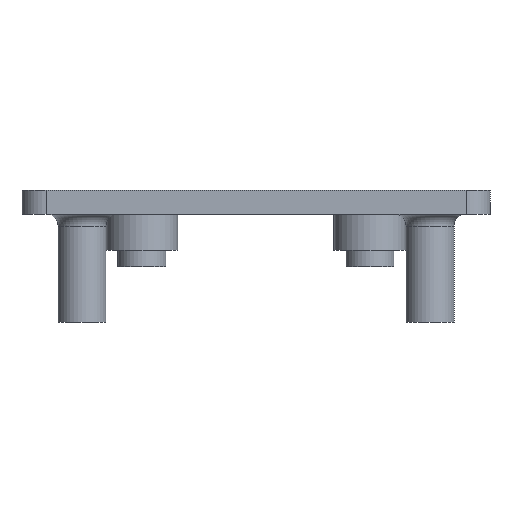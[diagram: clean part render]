
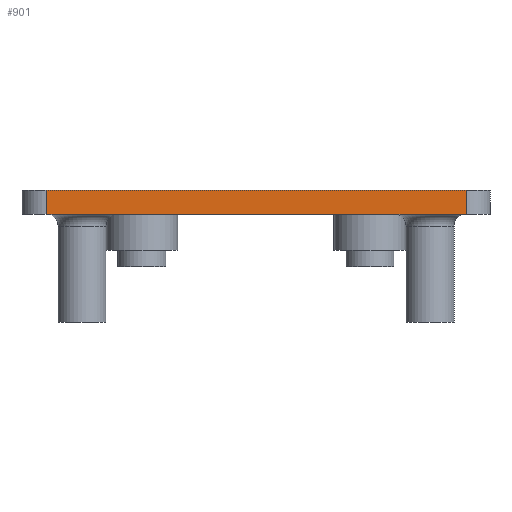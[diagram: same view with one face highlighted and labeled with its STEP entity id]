
A CAD part, front view. The second image highlights one B-rep face of the part: STEP entity #901.
In plain terms, the highlighted planar face has unit normal (0, -1, 0).
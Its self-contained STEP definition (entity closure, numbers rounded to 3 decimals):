
#37 = LINE ( 'NONE', #1315, #174 ) ;
#58 = EDGE_CURVE ( 'NONE', #287, #697, #1033, .T. ) ;
#64 = ORIENTED_EDGE ( 'NONE', *, *, #760, .T. ) ;
#117 = ORIENTED_EDGE ( 'NONE', *, *, #58, .T. ) ;
#139 = CARTESIAN_POINT ( 'NONE',  ( -3., -42., 6.4 ) ) ;
#174 = VECTOR ( 'NONE', #387, 1000. ) ;
#248 = CARTESIAN_POINT ( 'NONE',  ( -3., -42., 4.4 ) ) ;
#266 = DIRECTION ( 'NONE',  ( 1., 0., 0. ) ) ;
#287 = VERTEX_POINT ( 'NONE', #1237 ) ;
#313 = VERTEX_POINT ( 'NONE', #1451 ) ;
#327 = LINE ( 'NONE', #1234, #825 ) ;
#364 = DIRECTION ( 'NONE',  ( 1., 0., 0. ) ) ;
#387 = DIRECTION ( 'NONE',  ( 0., 0., -1. ) ) ;
#427 = VERTEX_POINT ( 'NONE', #1351 ) ;
#471 = DIRECTION ( 'NONE',  ( 0., 1., 0. ) ) ;
#481 = DIRECTION ( 'NONE',  ( 0., 0., 1. ) ) ;
#492 = EDGE_CURVE ( 'NONE', #313, #427, #592, .T. ) ;
#592 = LINE ( 'NONE', #139, #797 ) ;
#655 = EDGE_CURVE ( 'NONE', #313, #287, #37, .T. ) ;
#697 = VERTEX_POINT ( 'NONE', #1195 ) ;
#706 = PLANE ( 'NONE',  #1115 ) ;
#760 = EDGE_CURVE ( 'NONE', #697, #427, #327, .T. ) ;
#797 = VECTOR ( 'NONE', #266, 1000. ) ;
#815 = FACE_OUTER_BOUND ( 'NONE', #1085, .T. ) ;
#825 = VECTOR ( 'NONE', #1338, 1000. ) ;
#847 = VECTOR ( 'NONE', #364, 1000. ) ;
#901 = ADVANCED_FACE ( 'NONE', ( #815 ), #706, .F. ) ;
#1033 = LINE ( 'NONE', #248, #847 ) ;
#1060 = CARTESIAN_POINT ( 'NONE',  ( -3., -42., 6.4 ) ) ;
#1085 = EDGE_LOOP ( 'NONE', ( #117, #64, #1097, #1398 ) ) ;
#1097 = ORIENTED_EDGE ( 'NONE', *, *, #492, .F. ) ;
#1115 = AXIS2_PLACEMENT_3D ( 'NONE', #1060, #471, #481 ) ;
#1195 = CARTESIAN_POINT ( 'NONE',  ( 27., -42., 4.4 ) ) ;
#1234 = CARTESIAN_POINT ( 'NONE',  ( 27., -42., 6.4 ) ) ;
#1237 = CARTESIAN_POINT ( 'NONE',  ( -8., -42., 4.4 ) ) ;
#1315 = CARTESIAN_POINT ( 'NONE',  ( -8., -42., 4.4 ) ) ;
#1338 = DIRECTION ( 'NONE',  ( 0., 0., 1. ) ) ;
#1351 = CARTESIAN_POINT ( 'NONE',  ( 27., -42., 6.4 ) ) ;
#1398 = ORIENTED_EDGE ( 'NONE', *, *, #655, .T. ) ;
#1451 = CARTESIAN_POINT ( 'NONE',  ( -8., -42., 6.4 ) ) ;
